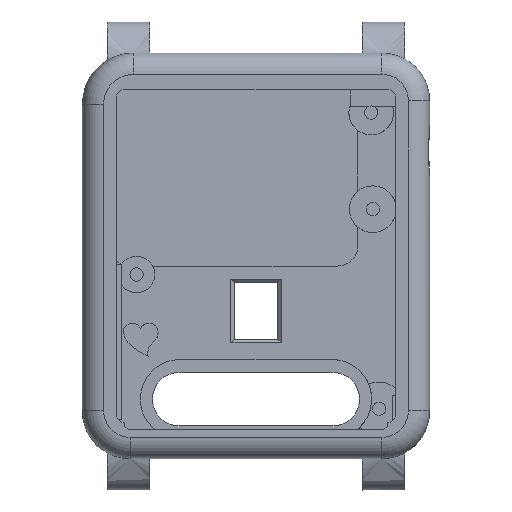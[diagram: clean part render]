
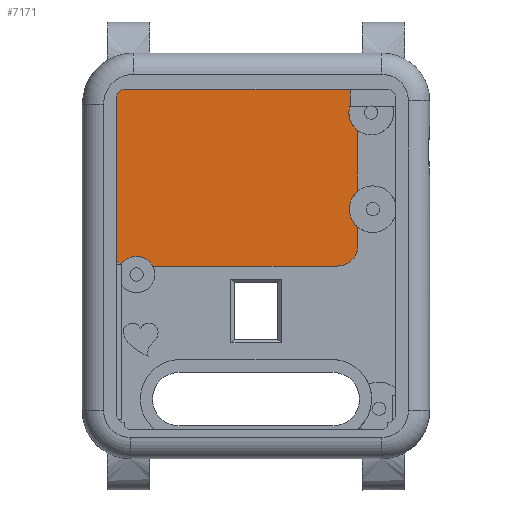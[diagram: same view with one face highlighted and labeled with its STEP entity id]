
A CAD part, top view. The second image highlights one B-rep face of the part: STEP entity #7171.
In plain terms, the highlighted planar face has unit normal (0, 0, 1).
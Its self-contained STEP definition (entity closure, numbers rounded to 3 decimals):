
#776=CIRCLE('',#7608,2.1);
#790=CIRCLE('',#7636,1.95);
#791=CIRCLE('',#7639,1.95);
#792=CIRCLE('',#7642,1.95);
#793=CIRCLE('',#7646,1.95);
#794=CIRCLE('',#7648,1.7);
#795=CIRCLE('',#7649,2.2);
#937=FACE_OUTER_BOUND('',#1356,.T.);
#1356=EDGE_LOOP('',(#5063,#5064,#5065,#5066,#5067,#5068,#5069,#5070,#5071,
#5072,#5073,#5074));
#1851=LINE('',#9813,#2420);
#1855=LINE('',#9822,#2424);
#1858=LINE('',#9831,#2427);
#1862=LINE('',#9840,#2431);
#1863=LINE('',#9843,#2432);
#2420=VECTOR('',#8220,10.);
#2424=VECTOR('',#8230,10.);
#2427=VECTOR('',#8239,10.);
#2431=VECTOR('',#8249,10.);
#2432=VECTOR('',#8252,10.);
#2989=VERTEX_POINT('',#9544);
#2990=VERTEX_POINT('',#9546);
#3021=VERTEX_POINT('',#9810);
#3022=VERTEX_POINT('',#9812);
#3023=VERTEX_POINT('',#9816);
#3024=VERTEX_POINT('',#9820);
#3025=VERTEX_POINT('',#9824);
#3026=VERTEX_POINT('',#9828);
#3027=VERTEX_POINT('',#9830);
#3028=VERTEX_POINT('',#9834);
#3029=VERTEX_POINT('',#9838);
#3030=VERTEX_POINT('',#9842);
#3756=EDGE_CURVE('',#2989,#2990,#776,.T.);
#3809=EDGE_CURVE('',#3021,#3022,#1851,.T.);
#3812=EDGE_CURVE('',#3023,#3021,#790,.T.);
#3814=EDGE_CURVE('',#3024,#3023,#1855,.T.);
#3816=EDGE_CURVE('',#3025,#3024,#791,.T.);
#3818=EDGE_CURVE('',#3026,#3027,#1858,.T.);
#3821=EDGE_CURVE('',#3028,#3026,#792,.T.);
#3823=EDGE_CURVE('',#3029,#3028,#1862,.T.);
#3824=EDGE_CURVE('',#2990,#3030,#1863,.T.);
#3826=EDGE_CURVE('',#3022,#2989,#793,.T.);
#3827=EDGE_CURVE('',#3027,#3025,#794,.T.);
#3828=EDGE_CURVE('',#3030,#3029,#795,.T.);
#5063=ORIENTED_EDGE('',*,*,#3826,.F.);
#5064=ORIENTED_EDGE('',*,*,#3809,.F.);
#5065=ORIENTED_EDGE('',*,*,#3812,.F.);
#5066=ORIENTED_EDGE('',*,*,#3814,.F.);
#5067=ORIENTED_EDGE('',*,*,#3816,.F.);
#5068=ORIENTED_EDGE('',*,*,#3827,.F.);
#5069=ORIENTED_EDGE('',*,*,#3818,.F.);
#5070=ORIENTED_EDGE('',*,*,#3821,.F.);
#5071=ORIENTED_EDGE('',*,*,#3823,.F.);
#5072=ORIENTED_EDGE('',*,*,#3828,.F.);
#5073=ORIENTED_EDGE('',*,*,#3824,.F.);
#5074=ORIENTED_EDGE('',*,*,#3756,.F.);
#7009=PLANE('',#7647);
#7171=ADVANCED_FACE('',(#937),#7009,.T.);
#7608=AXIS2_PLACEMENT_3D('',#9547,#8139,#8140);
#7636=AXIS2_PLACEMENT_3D('',#9818,#8225,#8226);
#7639=AXIS2_PLACEMENT_3D('',#9826,#8234,#8235);
#7642=AXIS2_PLACEMENT_3D('',#9836,#8244,#8245);
#7646=AXIS2_PLACEMENT_3D('',#9846,#8256,#8257);
#7647=AXIS2_PLACEMENT_3D('',#9847,#8258,#8259);
#7648=AXIS2_PLACEMENT_3D('',#9848,#8260,#8261);
#7649=AXIS2_PLACEMENT_3D('',#9849,#8262,#8263);
#8139=DIRECTION('center_axis',(0.,0.,1.));
#8140=DIRECTION('ref_axis',(-1.,0.,0.));
#8220=DIRECTION('',(1.,0.,0.));
#8225=DIRECTION('center_axis',(0.,0.,
-1.));
#8226=DIRECTION('ref_axis',(0.,1.,0.));
#8230=DIRECTION('',(0.,1.,0.));
#8234=DIRECTION('center_axis',(0.,0.,-1.));
#8235=DIRECTION('ref_axis',(-1.,0.,0.));
#8239=DIRECTION('',(-1.,0.,0.));
#8244=DIRECTION('center_axis',(0.,0.,
-1.));
#8245=DIRECTION('ref_axis',(0.,-1.,0.));
#8249=DIRECTION('',(0.,-1.,0.));
#8252=DIRECTION('',(0.,-1.,0.));
#8256=DIRECTION('center_axis',(0.,0.,-1.));
#8257=DIRECTION('ref_axis',(1.,0.,0.));
#8258=DIRECTION('center_axis',(0.,0.,1.));
#8259=DIRECTION('ref_axis',(-1.,0.,0.));
#8260=DIRECTION('center_axis',(0.,0.,1.));
#8261=DIRECTION('ref_axis',(-1.,0.,0.));
#8262=DIRECTION('center_axis',(0.,0.,1.));
#8263=DIRECTION('ref_axis',(-1.,0.,0.));
#9544=CARTESIAN_POINT('',(-4.844,32.222,-9.5));
#9546=CARTESIAN_POINT('',(-4.745,28.917,-9.5));
#9547=CARTESIAN_POINT('Origin',(-3.5,30.608,-9.5));
#9810=CARTESIAN_POINT('',(-26.195,33.556,-9.5));
#9812=CARTESIAN_POINT('',(-6.695,33.556,-9.5));
#9813=CARTESIAN_POINT('',(-26.195,33.556,-9.5));
#9816=CARTESIAN_POINT('',(-28.145,31.606,-9.5));
#9818=CARTESIAN_POINT('Origin',(-26.195,31.606,-9.5));
#9820=CARTESIAN_POINT('',(-28.145,18.106,-9.5));
#9822=CARTESIAN_POINT('',(-28.145,18.106,-9.5));
#9824=CARTESIAN_POINT('',(-26.996,16.328,-9.5));
#9826=CARTESIAN_POINT('Origin',(-26.195,18.106,-9.5));
#9828=CARTESIAN_POINT('',(-6.695,16.156,-9.5));
#9830=CARTESIAN_POINT('',(-24.099,16.156,-9.5));
#9831=CARTESIAN_POINT('',(-6.695,16.156,-9.5));
#9834=CARTESIAN_POINT('',(-4.745,18.106,-9.5));
#9836=CARTESIAN_POINT('Origin',(-6.695,18.106,-9.5));
#9838=CARTESIAN_POINT('',(-4.745,19.807,-9.5));
#9840=CARTESIAN_POINT('',(-4.745,31.606,-9.5));
#9842=CARTESIAN_POINT('',(-4.745,23.21,-9.5));
#9843=CARTESIAN_POINT('',(-4.745,31.606,-9.5));
#9846=CARTESIAN_POINT('Origin',(-6.695,31.606,-9.5));
#9847=CARTESIAN_POINT('Origin',(-16.445,24.856,-9.5));
#9848=CARTESIAN_POINT('Origin',(-25.6,15.358,-9.5));
#9849=CARTESIAN_POINT('Origin',(-3.35,21.508,-9.5));
